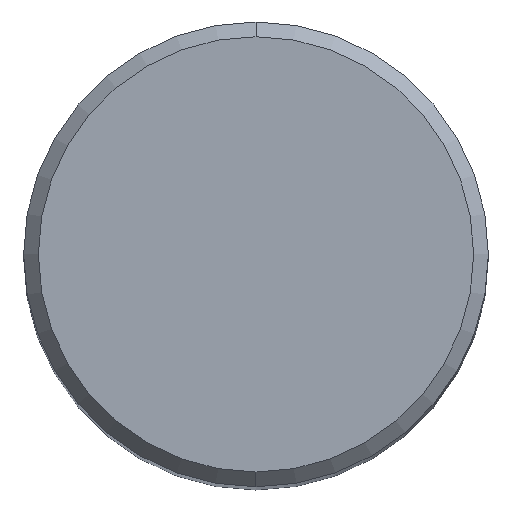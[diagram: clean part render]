
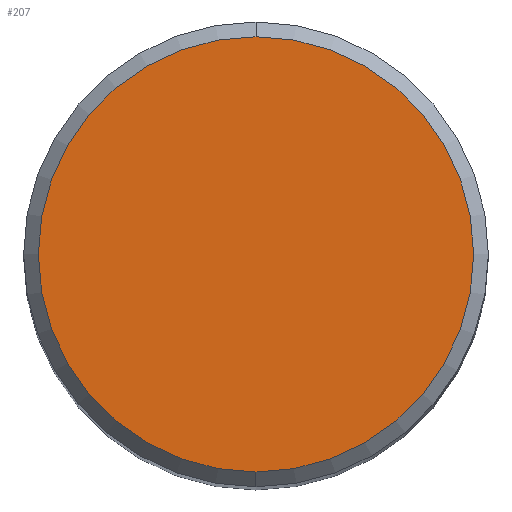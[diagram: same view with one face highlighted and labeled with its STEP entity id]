
A CAD part, top view. The second image highlights one B-rep face of the part: STEP entity #207.
In plain terms, the highlighted planar face has unit normal (0, 0, 1).
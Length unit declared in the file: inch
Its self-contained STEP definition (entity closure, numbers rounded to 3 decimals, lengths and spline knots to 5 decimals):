
#9 = DIRECTION ( 'NONE',  ( 0., 0., -1. ) ) ;
#16 = VERTEX_POINT ( 'NONE', #18 ) ;
#18 = CARTESIAN_POINT ( 'NONE',  ( 0., 0.2212, 0. ) ) ;
#29 = VERTEX_POINT ( 'NONE', #41 ) ;
#39 = EDGE_CURVE ( 'NONE', #16, #29, #385, .T. ) ;
#41 = CARTESIAN_POINT ( 'NONE',  ( 0., -0.2212, 0. ) ) ;
#82 = DIRECTION ( 'NONE',  ( 0., 1., 0. ) ) ;
#91 = FACE_OUTER_BOUND ( 'NONE', #180, .T. ) ;
#110 = DIRECTION ( 'NONE',  ( 0., 0., 1. ) ) ;
#145 = CARTESIAN_POINT ( 'NONE',  ( 0., 0., 0. ) ) ;
#158 = AXIS2_PLACEMENT_3D ( 'NONE', #145, #286, #371 ) ;
#167 = CIRCLE ( 'NONE', #158, 0.2212 ) ;
#180 = EDGE_LOOP ( 'NONE', ( #358, #227 ) ) ;
#202 = PLANE ( 'NONE',  #359 ) ;
#207 = ADVANCED_FACE ( 'NONE', ( #91 ), #202, .F. ) ;
#223 = EDGE_CURVE ( 'NONE', #29, #16, #167, .T. ) ;
#227 = ORIENTED_EDGE ( 'NONE', *, *, #223, .T. ) ;
#260 = DIRECTION ( 'NONE',  ( 0., -1., 0. ) ) ;
#282 = CARTESIAN_POINT ( 'NONE',  ( 0., 0.2212, 0. ) ) ;
#286 = DIRECTION ( 'NONE',  ( 0., 0., 1. ) ) ;
#358 = ORIENTED_EDGE ( 'NONE', *, *, #39, .T. ) ;
#359 = AXIS2_PLACEMENT_3D ( 'NONE', #282, #9, #82 ) ;
#371 = DIRECTION ( 'NONE',  ( 0., -1., 0. ) ) ;
#385 = CIRCLE ( 'NONE', #456, 0.2212 ) ;
#456 = AXIS2_PLACEMENT_3D ( 'NONE', #460, #110, #260 ) ;
#460 = CARTESIAN_POINT ( 'NONE',  ( 0., 0., 0. ) ) ;
